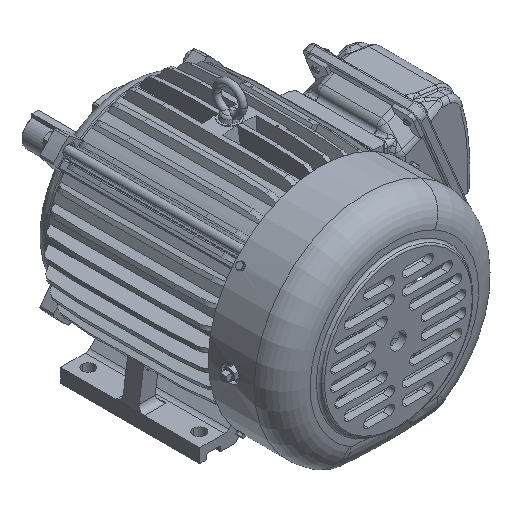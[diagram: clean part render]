
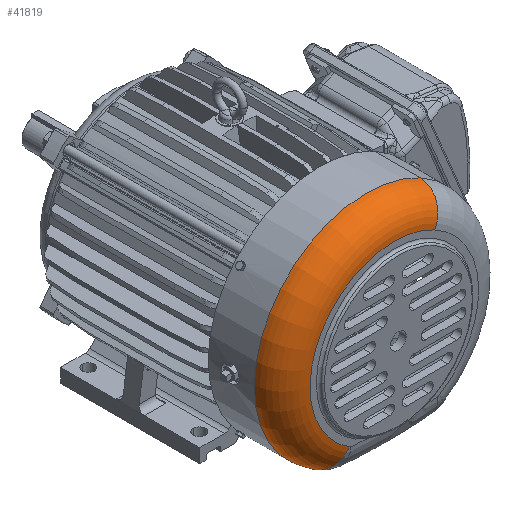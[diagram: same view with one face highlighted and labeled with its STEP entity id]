
A CAD part, isometric view. The second image highlights one B-rep face of the part: STEP entity #41819.
In plain terms, the highlighted toroidal (fillet/blend) face has major radius 106 mm and minor radius 35 mm.
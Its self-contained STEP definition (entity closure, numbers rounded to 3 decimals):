
#41229=CARTESIAN_POINT('Vertex',(67.599,-172.,123.739)) ;
#41536=CARTESIAN_POINT('Vertex',(-75.287,-172.,-119.218)) ;
#41539=CARTESIAN_POINT('Axis2P3D Location',(0.,-172.,0.)) ;
#41682=CARTESIAN_POINT('Axis2P3D Location',(50.819,-172.,93.024)) ;
#41686=CARTESIAN_POINT('Vertex',(50.819,-207.,93.024)) ;
#41796=CARTESIAN_POINT('Axis2P3D Location',(0.,-172.,0.)) ;
#41801=CARTESIAN_POINT('Axis2P3D Location',(-56.598,-172.,-89.625)) ;
#41805=CARTESIAN_POINT('Vertex',(-56.598,-207.,-89.625)) ;
#41808=CARTESIAN_POINT('Axis2P3D Location',(0.,-207.,0.)) ;
#41540=DIRECTION('Axis2P3D Direction',(-0.,1.,0.)) ;
#41683=DIRECTION('Axis2P3D Direction',(-0.878,0.,0.479)) ;
#41797=DIRECTION('Axis2P3D Direction',(0.,1.,0.)) ;
#41798=DIRECTION('Axis2P3D XDirection',(-0.468,0.,-0.884)) ;
#41802=DIRECTION('Axis2P3D Direction',(0.846,0.,-0.534)) ;
#41809=DIRECTION('Axis2P3D Direction',(-0.,1.,0.)) ;
#41541=AXIS2_PLACEMENT_3D('Circle Axis2P3D',#41539,#41540,$) ;
#41684=AXIS2_PLACEMENT_3D('Circle Axis2P3D',#41682,#41683,$) ;
#41799=AXIS2_PLACEMENT_3D('Torus Axis2P3D',#41796,#41797,#41798) ;
#41803=AXIS2_PLACEMENT_3D('Circle Axis2P3D',#41801,#41802,$) ;
#41810=AXIS2_PLACEMENT_3D('Circle Axis2P3D',#41808,#41809,$) ;
#41814=ORIENTED_EDGE('',*,*,#41807,.T.) ;
#41815=ORIENTED_EDGE('',*,*,#41812,.T.) ;
#41816=ORIENTED_EDGE('',*,*,#41688,.F.) ;
#41817=ORIENTED_EDGE('',*,*,#41543,.F.) ;
#41819=ADVANCED_FACE('AEUH8R#210TC-FSide.1\\31407C236X1.1\\PartBody',(#41818),#41800,.T.) ;
#41542=CIRCLE('generated circle',#41541,141.) ;
#41685=CIRCLE('generated circle',#41684,35.) ;
#41804=CIRCLE('generated circle',#41803,35.) ;
#41811=CIRCLE('generated circle',#41810,106.) ;
#41800=TOROIDAL_SURFACE('homeo Torus',#41799,106.,35.) ;
#41543=EDGE_CURVE('',#41537,#41230,#41542,.T.) ;
#41688=EDGE_CURVE('',#41230,#41687,#41685,.F.) ;
#41807=EDGE_CURVE('',#41537,#41806,#41804,.F.) ;
#41812=EDGE_CURVE('',#41806,#41687,#41811,.T.) ;
#41813=EDGE_LOOP('',(#41814,#41815,#41816,#41817)) ;
#41818=FACE_OUTER_BOUND('',#41813,.T.) ;
#41230=VERTEX_POINT('',#41229) ;
#41537=VERTEX_POINT('',#41536) ;
#41687=VERTEX_POINT('',#41686) ;
#41806=VERTEX_POINT('',#41805) ;
